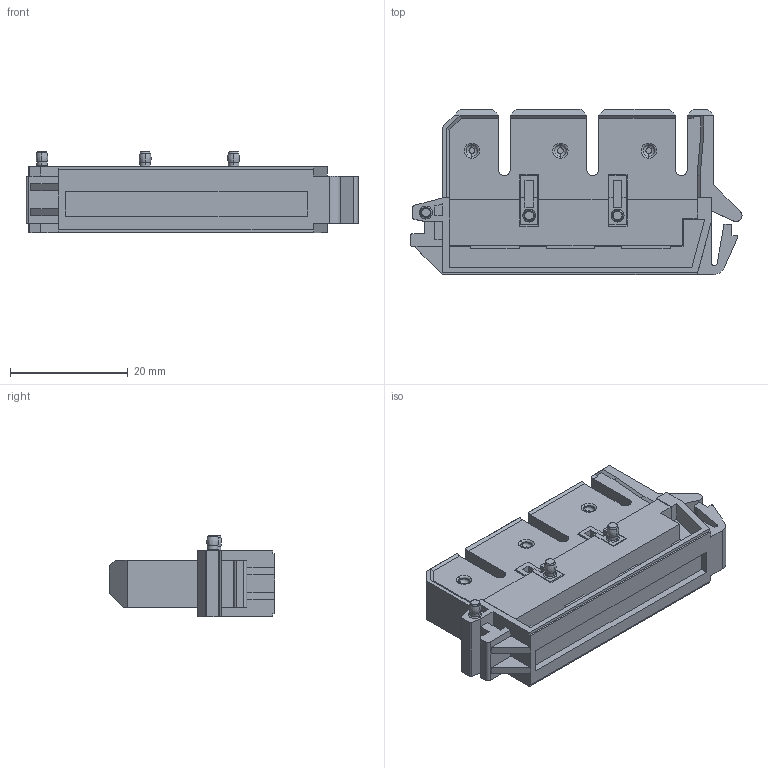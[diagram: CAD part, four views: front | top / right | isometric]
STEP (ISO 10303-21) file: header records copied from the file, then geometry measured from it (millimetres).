
FILE_DESCRIPTION((''),'2;1');
FILE_NAME('5YB574152_ASM','2024-03-01T',('dell'),(''),'PRO/ENGINEER BY PARAMETRIC TECHNOLOGY CORPORATION, 2013230','PRO/ENGINEER BY PARAMETRIC TECHNOLOGY CORPORATION, 2013230','');
FILE_SCHEMA(('AUTOMOTIVE_DESIGN { 1 0 10303 214 1 1 1 1 }'));
Length unit declared in the file: millimetre
Products named in the file (1): 5YB574152_ASM
Bounding box: 56.3 x 28 x 13.8 mm (x, y, z)
Volume: 10311.4 mm3; surface area: 7296.7 mm2
Topology: 1 solids, 7 shells, 449 faces, 1161 edges, 745 vertices
Faces by surface type: plane 320, cylinder 63, torus 30, bspline 18, cone 18
Entity records: 15223 total; most frequent: CARTESIAN_POINT 2843, ORIENTED_EDGE 2322, DIRECTION 2268, EDGE_CURVE 1161, VECTOR 916, LINE 916, VERTEX_POINT 745, AXIS2_PLACEMENT_3D 676
